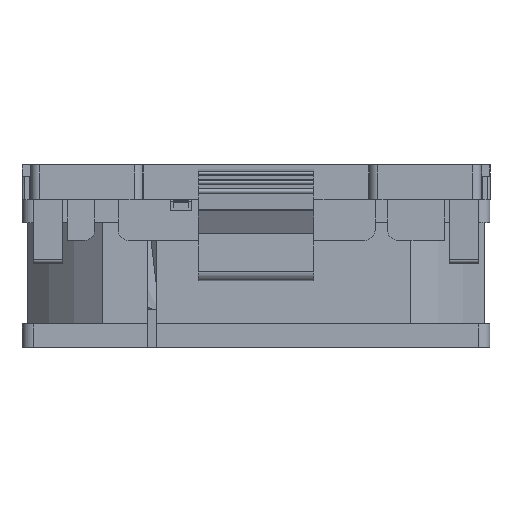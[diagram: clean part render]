
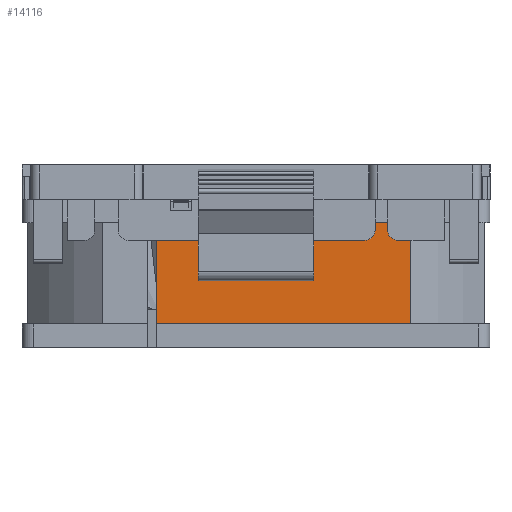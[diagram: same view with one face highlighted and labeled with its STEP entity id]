
A CAD part, left-side view. The second image highlights one B-rep face of the part: STEP entity #14116.
In plain terms, the highlighted planar face has unit normal (-1, 0, 0).
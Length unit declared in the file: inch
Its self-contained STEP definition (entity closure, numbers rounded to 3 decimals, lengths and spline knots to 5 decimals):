
#123 = CARTESIAN_POINT ( 'NONE',  ( -0.84252, -0.67595, 5.82677 ) ) ;
#224 = CARTESIAN_POINT ( 'NONE',  ( -0.84252, -0.13583, 5.14173 ) ) ;
#713 = DIRECTION ( 'NONE',  ( 0., 0., 1. ) ) ;
#2407 = ORIENTED_EDGE ( 'NONE', *, *, #18103, .F. ) ;
#4026 = DIRECTION ( 'NONE',  ( 0., 0., 1. ) ) ;
#5626 = DIRECTION ( 'NONE',  ( 0., -1., 0. ) ) ;
#5650 = VERTEX_POINT ( 'NONE', #24184 ) ;
#5766 = CARTESIAN_POINT ( 'NONE',  ( -0.84252, -2.39454, 4.98425 ) ) ;
#6794 = CARTESIAN_POINT ( 'NONE',  ( -0.84252, -0.67595, 5.14173 ) ) ;
#6930 = VERTEX_POINT ( 'NONE', #16020 ) ;
#7391 = ORIENTED_EDGE ( 'NONE', *, *, #17116, .F. ) ;
#8717 = FACE_OUTER_BOUND ( 'NONE', #26184, .T. ) ;
#9080 = EDGE_CURVE ( 'NONE', #6930, #5650, #23571, .T. ) ;
#9859 = DIRECTION ( 'NONE',  ( 1., 0., 0. ) ) ;
#10388 = VECTOR ( 'NONE', #5626, 39.37008 ) ;
#14116 = ADVANCED_FACE ( 'NONE', ( #8717 ), #22566, .F. ) ;
#14825 = LINE ( 'NONE', #6794, #28353 ) ;
#15392 = VERTEX_POINT ( 'NONE', #22988 ) ;
#15415 = VERTEX_POINT ( 'NONE', #123 ) ;
#16020 = CARTESIAN_POINT ( 'NONE',  ( -0.84252, -2.39454, 5.14173 ) ) ;
#16807 = VECTOR ( 'NONE', #713, 39.37008 ) ;
#17116 = EDGE_CURVE ( 'NONE', #6930, #15392, #26111, .T. ) ;
#18103 = EDGE_CURVE ( 'NONE', #15415, #5650, #30700, .T. ) ;
#18304 = CARTESIAN_POINT ( 'NONE',  ( -0.84252, -2.39454, 5.82677 ) ) ;
#19345 = VECTOR ( 'NONE', #23179, 39.37008 ) ;
#19976 = CARTESIAN_POINT ( 'NONE',  ( -0.84252, -0.16929, 4.98425 ) ) ;
#22566 = PLANE ( 'NONE',  #24789 ) ;
#22988 = CARTESIAN_POINT ( 'NONE',  ( -0.84252, -0.67595, 5.14173 ) ) ;
#23179 = DIRECTION ( 'NONE',  ( 0., 1., 0. ) ) ;
#23571 = LINE ( 'NONE', #5766, #16807 ) ;
#24184 = CARTESIAN_POINT ( 'NONE',  ( -0.84252, -2.39454, 5.82677 ) ) ;
#24322 = EDGE_CURVE ( 'NONE', #15392, #15415, #14825, .T. ) ;
#24361 = ORIENTED_EDGE ( 'NONE', *, *, #9080, .T. ) ;
#24789 = AXIS2_PLACEMENT_3D ( 'NONE', #19976, #9859, #27693 ) ;
#26111 = LINE ( 'NONE', #224, #19345 ) ;
#26184 = EDGE_LOOP ( 'NONE', ( #2407, #32905, #7391, #24361 ) ) ;
#27693 = DIRECTION ( 'NONE',  ( 0., 0., -1. ) ) ;
#28353 = VECTOR ( 'NONE', #4026, 39.37008 ) ;
#30700 = LINE ( 'NONE', #18304, #10388 ) ;
#32905 = ORIENTED_EDGE ( 'NONE', *, *, #24322, .F. ) ;
